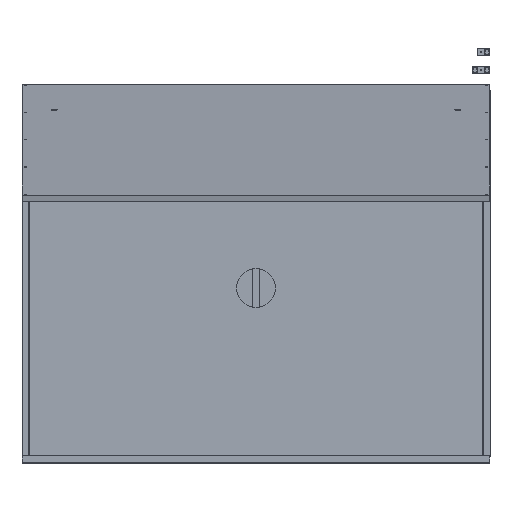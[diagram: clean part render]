
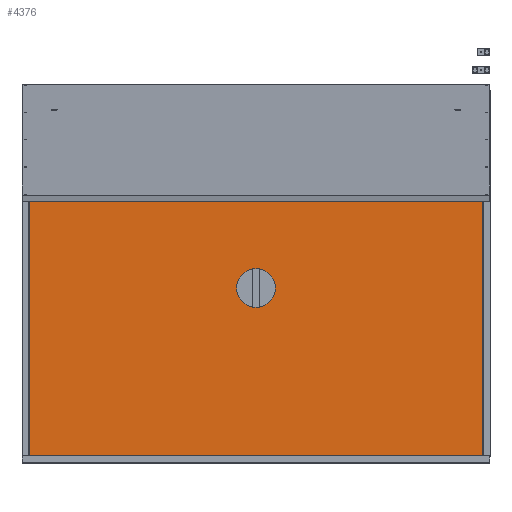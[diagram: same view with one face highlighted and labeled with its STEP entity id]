
A CAD part, top view. The second image highlights one B-rep face of the part: STEP entity #4376.
In plain terms, the highlighted planar face has unit normal (0, 0, 1).
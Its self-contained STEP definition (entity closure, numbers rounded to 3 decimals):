
#495 = VERTEX_POINT ( 'NONE', #506 ) ;
#506 = CARTESIAN_POINT ( 'NONE',  ( -17.5, 0., 6. ) ) ;
#1427 = ORIENTED_EDGE ( 'NONE', *, *, #11842, .T. ) ;
#1666 = FACE_BOUND ( 'NONE', #10130, .T. ) ;
#1940 = CIRCLE ( 'NONE', #9328, 17.5 ) ;
#2019 = VERTEX_POINT ( 'NONE', #10332 ) ;
#2039 = VECTOR ( 'NONE', #5283, 1000. ) ;
#2120 = VERTEX_POINT ( 'NONE', #8734 ) ;
#2688 = VECTOR ( 'NONE', #10819, 1000. ) ;
#2915 = VERTEX_POINT ( 'NONE', #3284 ) ;
#2943 = VERTEX_POINT ( 'NONE', #6403 ) ;
#3284 = CARTESIAN_POINT ( 'NONE',  ( -203., 150., 6. ) ) ;
#3336 = LINE ( 'NONE', #8798, #2688 ) ;
#3711 = CARTESIAN_POINT ( 'NONE',  ( 17.5, 0., 6. ) ) ;
#4007 = DIRECTION ( 'NONE',  ( 0., -1., 0. ) ) ;
#4376 = ADVANCED_FACE ( 'NONE', ( #1666, #5519 ), #4487, .F. ) ;
#4399 = ORIENTED_EDGE ( 'NONE', *, *, #9552, .F. ) ;
#4487 = PLANE ( 'NONE',  #11963 ) ;
#4496 = ORIENTED_EDGE ( 'NONE', *, *, #6300, .T. ) ;
#4724 = DIRECTION ( 'NONE',  ( -1., 0., 0. ) ) ;
#4924 = ORIENTED_EDGE ( 'NONE', *, *, #8840, .F. ) ;
#5083 = DIRECTION ( 'NONE',  ( 0., 0., 1. ) ) ;
#5201 = VERTEX_POINT ( 'NONE', #3711 ) ;
#5271 = CARTESIAN_POINT ( 'NONE',  ( -203., -150., 6. ) ) ;
#5283 = DIRECTION ( 'NONE',  ( 0., 1., 0. ) ) ;
#5519 = FACE_OUTER_BOUND ( 'NONE', #9311, .T. ) ;
#5827 = ORIENTED_EDGE ( 'NONE', *, *, #10410, .T. ) ;
#6186 = LINE ( 'NONE', #5271, #9605 ) ;
#6300 = EDGE_CURVE ( 'NONE', #2943, #2019, #3336, .T. ) ;
#6388 = LINE ( 'NONE', #9905, #7906 ) ;
#6403 = CARTESIAN_POINT ( 'NONE',  ( -203., -150., 6. ) ) ;
#6523 = AXIS2_PLACEMENT_3D ( 'NONE', #8805, #7973, #10586 ) ;
#7906 = VECTOR ( 'NONE', #11919, 1000. ) ;
#7973 = DIRECTION ( 'NONE',  ( 0., 0., 1. ) ) ;
#8000 = CARTESIAN_POINT ( 'NONE',  ( 0., 0., 6. ) ) ;
#8142 = ORIENTED_EDGE ( 'NONE', *, *, #10172, .T. ) ;
#8196 = DIRECTION ( 'NONE',  ( 0., 0., -1. ) ) ;
#8734 = CARTESIAN_POINT ( 'NONE',  ( 203., 150., 6. ) ) ;
#8798 = CARTESIAN_POINT ( 'NONE',  ( -203., -150., 6. ) ) ;
#8805 = CARTESIAN_POINT ( 'NONE',  ( 0., 0., 6. ) ) ;
#8840 = EDGE_CURVE ( 'NONE', #495, #5201, #1940, .T. ) ;
#9108 = LINE ( 'NONE', #10021, #2039 ) ;
#9311 = EDGE_LOOP ( 'NONE', ( #8142, #1427, #5827, #4496 ) ) ;
#9328 = AXIS2_PLACEMENT_3D ( 'NONE', #8000, #5083, #11712 ) ;
#9332 = CARTESIAN_POINT ( 'NONE',  ( 0., 0., 6. ) ) ;
#9552 = EDGE_CURVE ( 'NONE', #5201, #495, #11182, .T. ) ;
#9605 = VECTOR ( 'NONE', #4007, 1000. ) ;
#9905 = CARTESIAN_POINT ( 'NONE',  ( -203., 150., 6. ) ) ;
#10021 = CARTESIAN_POINT ( 'NONE',  ( 203., -150., 6. ) ) ;
#10130 = EDGE_LOOP ( 'NONE', ( #4399, #4924 ) ) ;
#10172 = EDGE_CURVE ( 'NONE', #2019, #2120, #9108, .T. ) ;
#10332 = CARTESIAN_POINT ( 'NONE',  ( 203., -150., 6. ) ) ;
#10410 = EDGE_CURVE ( 'NONE', #2915, #2943, #6186, .T. ) ;
#10586 = DIRECTION ( 'NONE',  ( 1., 0., 0. ) ) ;
#10819 = DIRECTION ( 'NONE',  ( 1., 0., 0. ) ) ;
#11182 = CIRCLE ( 'NONE', #6523, 17.5 ) ;
#11712 = DIRECTION ( 'NONE',  ( 1., 0., 0. ) ) ;
#11842 = EDGE_CURVE ( 'NONE', #2120, #2915, #6388, .T. ) ;
#11919 = DIRECTION ( 'NONE',  ( -1., 0., 0. ) ) ;
#11963 = AXIS2_PLACEMENT_3D ( 'NONE', #9332, #8196, #4724 ) ;
